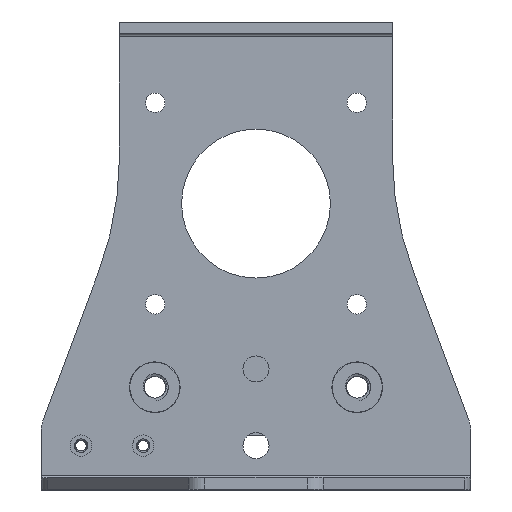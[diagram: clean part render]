
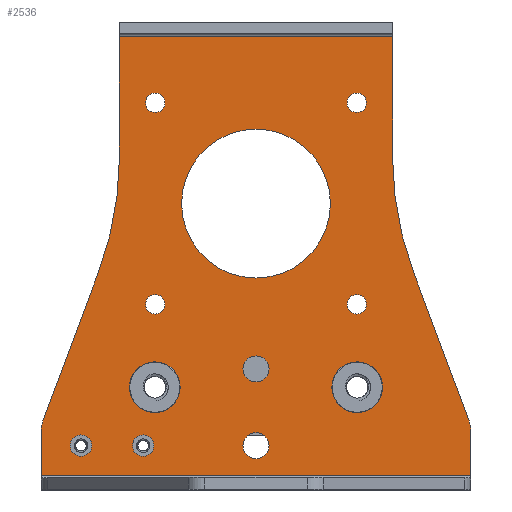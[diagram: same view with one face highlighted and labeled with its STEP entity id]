
A CAD part, top view. The second image highlights one B-rep face of the part: STEP entity #2536.
In plain terms, the highlighted planar face has unit normal (0, 0, 1).
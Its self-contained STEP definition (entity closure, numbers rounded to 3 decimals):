
#21=FACE_BOUND('',#279,.T.);
#22=FACE_BOUND('',#280,.T.);
#23=FACE_BOUND('',#281,.T.);
#24=FACE_BOUND('',#282,.T.);
#25=FACE_BOUND('',#283,.T.);
#26=FACE_BOUND('',#284,.T.);
#27=FACE_BOUND('',#285,.T.);
#28=FACE_BOUND('',#286,.T.);
#29=FACE_BOUND('',#287,.T.);
#30=FACE_BOUND('',#288,.T.);
#31=FACE_BOUND('',#289,.T.);
#61=PLANE('',#2703);
#140=FACE_OUTER_BOUND('',#278,.T.);
#278=EDGE_LOOP('',(#1823,#1824,#1825,#1826,#1827,#1828,#1829,#1830,#1831,
#1832,#1833,#1834,#1835));
#279=EDGE_LOOP('',(#1836));
#280=EDGE_LOOP('',(#1837));
#281=EDGE_LOOP('',(#1838));
#282=EDGE_LOOP('',(#1839));
#283=EDGE_LOOP('',(#1840));
#284=EDGE_LOOP('',(#1841));
#285=EDGE_LOOP('',(#1842));
#286=EDGE_LOOP('',(#1843));
#287=EDGE_LOOP('',(#1844));
#288=EDGE_LOOP('',(#1845));
#289=EDGE_LOOP('',(#1846));
#430=CIRCLE('',#2693,3.9);
#434=CIRCLE('',#2699,3.9);
#437=CIRCLE('',#2704,3.8);
#438=CIRCLE('',#2705,50.);
#439=CIRCLE('',#2706,50.);
#440=CIRCLE('',#2707,3.8);
#441=CIRCLE('',#2708,1.5);
#442=CIRCLE('',#2709,2.);
#443=CIRCLE('',#2710,1.5);
#444=CIRCLE('',#2711,1.65);
#445=CIRCLE('',#2712,11.45);
#446=CIRCLE('',#2713,1.5);
#447=CIRCLE('',#2714,1.5);
#448=CIRCLE('',#2715,1.65);
#449=CIRCLE('',#2716,2.);
#655=LINE('',#5786,#831);
#657=LINE('',#5792,#833);
#658=LINE('',#5796,#834);
#659=LINE('',#5800,#835);
#660=LINE('',#5802,#836);
#661=LINE('',#5804,#837);
#662=LINE('',#5806,#838);
#663=LINE('',#5810,#839);
#664=LINE('',#5813,#840);
#831=VECTOR('',#3016,10.);
#833=VECTOR('',#3022,10.);
#834=VECTOR('',#3025,10.);
#835=VECTOR('',#3028,10.);
#836=VECTOR('',#3029,10.);
#837=VECTOR('',#3030,10.);
#838=VECTOR('',#3031,10.);
#839=VECTOR('',#3034,10.);
#840=VECTOR('',#3037,10.);
#1047=VERTEX_POINT('',#5768);
#1050=VERTEX_POINT('',#5778);
#1052=VERTEX_POINT('',#5783);
#1053=VERTEX_POINT('',#5785);
#1055=VERTEX_POINT('',#5791);
#1056=VERTEX_POINT('',#5793);
#1057=VERTEX_POINT('',#5795);
#1058=VERTEX_POINT('',#5797);
#1059=VERTEX_POINT('',#5799);
#1060=VERTEX_POINT('',#5801);
#1061=VERTEX_POINT('',#5803);
#1062=VERTEX_POINT('',#5805);
#1063=VERTEX_POINT('',#5807);
#1064=VERTEX_POINT('',#5809);
#1065=VERTEX_POINT('',#5811);
#1066=VERTEX_POINT('',#5814);
#1067=VERTEX_POINT('',#5816);
#1068=VERTEX_POINT('',#5818);
#1069=VERTEX_POINT('',#5820);
#1070=VERTEX_POINT('',#5822);
#1071=VERTEX_POINT('',#5824);
#1072=VERTEX_POINT('',#5826);
#1073=VERTEX_POINT('',#5828);
#1074=VERTEX_POINT('',#5830);
#1339=EDGE_CURVE('',#1047,#1047,#430,.T.);
#1344=EDGE_CURVE('',#1050,#1050,#434,.T.);
#1346=EDGE_CURVE('',#1052,#1053,#655,.T.);
#1349=EDGE_CURVE('',#1055,#1052,#657,.T.);
#1350=EDGE_CURVE('',#1056,#1055,#437,.T.);
#1351=EDGE_CURVE('',#1056,#1057,#658,.T.);
#1352=EDGE_CURVE('',#1057,#1058,#438,.T.);
#1353=EDGE_CURVE('',#1059,#1058,#659,.T.);
#1354=EDGE_CURVE('',#1060,#1059,#660,.T.);
#1355=EDGE_CURVE('',#1060,#1061,#661,.T.);
#1356=EDGE_CURVE('',#1061,#1062,#662,.T.);
#1357=EDGE_CURVE('',#1062,#1063,#439,.T.);
#1358=EDGE_CURVE('',#1064,#1063,#663,.T.);
#1359=EDGE_CURVE('',#1065,#1064,#440,.T.);
#1360=EDGE_CURVE('',#1053,#1065,#664,.T.);
#1361=EDGE_CURVE('',#1066,#1066,#441,.T.);
#1362=EDGE_CURVE('',#1067,#1067,#442,.T.);
#1363=EDGE_CURVE('',#1068,#1068,#443,.T.);
#1364=EDGE_CURVE('',#1069,#1069,#444,.T.);
#1365=EDGE_CURVE('',#1070,#1070,#445,.T.);
#1366=EDGE_CURVE('',#1071,#1071,#446,.T.);
#1367=EDGE_CURVE('',#1072,#1072,#447,.T.);
#1368=EDGE_CURVE('',#1073,#1073,#448,.T.);
#1369=EDGE_CURVE('',#1074,#1074,#449,.T.);
#1823=ORIENTED_EDGE('',*,*,#1346,.F.);
#1824=ORIENTED_EDGE('',*,*,#1349,.F.);
#1825=ORIENTED_EDGE('',*,*,#1350,.F.);
#1826=ORIENTED_EDGE('',*,*,#1351,.T.);
#1827=ORIENTED_EDGE('',*,*,#1352,.T.);
#1828=ORIENTED_EDGE('',*,*,#1353,.F.);
#1829=ORIENTED_EDGE('',*,*,#1354,.F.);
#1830=ORIENTED_EDGE('',*,*,#1355,.T.);
#1831=ORIENTED_EDGE('',*,*,#1356,.T.);
#1832=ORIENTED_EDGE('',*,*,#1357,.T.);
#1833=ORIENTED_EDGE('',*,*,#1358,.F.);
#1834=ORIENTED_EDGE('',*,*,#1359,.F.);
#1835=ORIENTED_EDGE('',*,*,#1360,.F.);
#1836=ORIENTED_EDGE('',*,*,#1344,.T.);
#1837=ORIENTED_EDGE('',*,*,#1339,.T.);
#1838=ORIENTED_EDGE('',*,*,#1361,.F.);
#1839=ORIENTED_EDGE('',*,*,#1362,.F.);
#1840=ORIENTED_EDGE('',*,*,#1363,.F.);
#1841=ORIENTED_EDGE('',*,*,#1364,.F.);
#1842=ORIENTED_EDGE('',*,*,#1365,.F.);
#1843=ORIENTED_EDGE('',*,*,#1366,.F.);
#1844=ORIENTED_EDGE('',*,*,#1367,.F.);
#1845=ORIENTED_EDGE('',*,*,#1368,.F.);
#1846=ORIENTED_EDGE('',*,*,#1369,.F.);
#2536=ADVANCED_FACE('',(#140,#21,#22,#23,#24,#25,#26,#27,#28,#29,#30,#31),
#61,.F.);
#2693=AXIS2_PLACEMENT_3D('',#5770,#2997,#2998);
#2699=AXIS2_PLACEMENT_3D('',#5780,#3010,#3011);
#2703=AXIS2_PLACEMENT_3D('',#5790,#3020,#3021);
#2704=AXIS2_PLACEMENT_3D('',#5794,#3023,#3024);
#2705=AXIS2_PLACEMENT_3D('',#5798,#3026,#3027);
#2706=AXIS2_PLACEMENT_3D('',#5808,#3032,#3033);
#2707=AXIS2_PLACEMENT_3D('',#5812,#3035,#3036);
#2708=AXIS2_PLACEMENT_3D('',#5815,#3038,#3039);
#2709=AXIS2_PLACEMENT_3D('',#5817,#3040,#3041);
#2710=AXIS2_PLACEMENT_3D('',#5819,#3042,#3043);
#2711=AXIS2_PLACEMENT_3D('',#5821,#3044,#3045);
#2712=AXIS2_PLACEMENT_3D('',#5823,#3046,#3047);
#2713=AXIS2_PLACEMENT_3D('',#5825,#3048,#3049);
#2714=AXIS2_PLACEMENT_3D('',#5827,#3050,#3051);
#2715=AXIS2_PLACEMENT_3D('',#5829,#3052,#3053);
#2716=AXIS2_PLACEMENT_3D('',#5831,#3054,#3055);
#2997=DIRECTION('center_axis',(0.,0.,-1.));
#2998=DIRECTION('ref_axis',(-1.,0.,0.));
#3010=DIRECTION('center_axis',(0.,0.,-1.));
#3011=DIRECTION('ref_axis',(-1.,0.,0.));
#3016=DIRECTION('',(-1.,0.,0.));
#3020=DIRECTION('center_axis',(0.,0.,-1.));
#3021=DIRECTION('ref_axis',(-1.,0.,0.));
#3022=DIRECTION('',(0.,-1.,0.));
#3023=DIRECTION('center_axis',(0.,0.,-1.));
#3024=DIRECTION('ref_axis',(0.937,0.35,0.));
#3025=DIRECTION('',(-0.35,0.937,0.));
#3026=DIRECTION('center_axis',(0.,0.,-1.));
#3027=DIRECTION('ref_axis',(-0.937,-0.35,0.));
#3028=DIRECTION('',(0.,-1.,0.));
#3029=DIRECTION('',(1.,0.,0.));
#3030=DIRECTION('',(0.,-1.,0.));
#3031=DIRECTION('',(0.,-1.,0.));
#3032=DIRECTION('center_axis',(0.,0.,-1.));
#3033=DIRECTION('ref_axis',(1.,0.,0.));
#3034=DIRECTION('',(0.35,0.937,0.));
#3035=DIRECTION('center_axis',(0.,0.,-1.));
#3036=DIRECTION('ref_axis',(-1.,0.,0.));
#3037=DIRECTION('',(0.,1.,0.));
#3038=DIRECTION('center_axis',(0.,0.,1.));
#3039=DIRECTION('ref_axis',(-1.,0.,0.));
#3040=DIRECTION('center_axis',(0.,0.,1.));
#3041=DIRECTION('ref_axis',(-1.,0.,0.));
#3042=DIRECTION('center_axis',(0.,0.,1.));
#3043=DIRECTION('ref_axis',(-1.,0.,0.));
#3044=DIRECTION('center_axis',(0.,0.,1.));
#3045=DIRECTION('ref_axis',(-1.,0.,0.));
#3046=DIRECTION('center_axis',(0.,0.,1.));
#3047=DIRECTION('ref_axis',(-1.,0.,0.));
#3048=DIRECTION('center_axis',(0.,0.,1.));
#3049=DIRECTION('ref_axis',(-1.,0.,0.));
#3050=DIRECTION('center_axis',(0.,0.,1.));
#3051=DIRECTION('ref_axis',(-1.,0.,0.));
#3052=DIRECTION('center_axis',(0.,0.,1.));
#3053=DIRECTION('ref_axis',(-1.,0.,0.));
#3054=DIRECTION('center_axis',(0.,0.,1.));
#3055=DIRECTION('ref_axis',(-1.,0.,0.));
#5768=CARTESIAN_POINT('',(21.34,15.8,1.86));
#5770=CARTESIAN_POINT('Origin',(17.44,15.8,1.86));
#5778=CARTESIAN_POINT('',(52.46,15.8,1.86));
#5780=CARTESIAN_POINT('Origin',(48.56,15.8,1.86));
#5783=CARTESIAN_POINT('',(66.,2.23,1.86));
#5785=CARTESIAN_POINT('',(0.,2.23,1.86));
#5786=CARTESIAN_POINT('',(33.,2.23,1.86));
#5790=CARTESIAN_POINT('Origin',(33.,35.975,1.86));
#5791=CARTESIAN_POINT('',(66.,9.314,1.86));
#5792=CARTESIAN_POINT('',(66.,9.314,1.86));
#5793=CARTESIAN_POINT('',(65.76,10.643,1.86));
#5794=CARTESIAN_POINT('Origin',(62.2,9.314,1.86));
#5795=CARTESIAN_POINT('',(57.157,33.693,1.86));
#5796=CARTESIAN_POINT('',(65.76,10.643,1.86));
#5797=CARTESIAN_POINT('',(54.,51.177,1.86));
#5798=CARTESIAN_POINT('Origin',(104.,51.177,1.86));
#5799=CARTESIAN_POINT('',(54.,69.75,1.86));
#5800=CARTESIAN_POINT('',(54.,71.95,1.86));
#5801=CARTESIAN_POINT('',(12.,69.75,1.86));
#5802=CARTESIAN_POINT('',(22.5,69.75,1.86));
#5803=CARTESIAN_POINT('',(12.,57.15,1.86));
#5804=CARTESIAN_POINT('',(12.,70.15,1.86));
#5805=CARTESIAN_POINT('',(12.,51.177,1.86));
#5806=CARTESIAN_POINT('',(12.,57.15,1.86));
#5807=CARTESIAN_POINT('',(8.843,33.693,1.86));
#5808=CARTESIAN_POINT('Origin',(-38.,51.177,1.86));
#5809=CARTESIAN_POINT('',(0.24,10.643,1.86));
#5810=CARTESIAN_POINT('',(0.24,10.643,1.86));
#5811=CARTESIAN_POINT('',(0.,9.314,1.86));
#5812=CARTESIAN_POINT('Origin',(3.8,9.314,1.86));
#5813=CARTESIAN_POINT('',(0.,0.,1.86));
#5814=CARTESIAN_POINT('',(50.,28.55,1.86));
#5815=CARTESIAN_POINT('Origin',(48.5,28.55,1.86));
#5816=CARTESIAN_POINT('',(35.,6.82,1.86));
#5817=CARTESIAN_POINT('Origin',(33.,6.82,1.86));
#5818=CARTESIAN_POINT('',(19.,28.55,1.86));
#5819=CARTESIAN_POINT('Origin',(17.5,28.55,1.86));
#5820=CARTESIAN_POINT('',(7.736,6.82,1.86));
#5821=CARTESIAN_POINT('Origin',(6.086,6.82,1.86));
#5822=CARTESIAN_POINT('',(44.45,44.05,1.86));
#5823=CARTESIAN_POINT('Origin',(33.,44.05,1.86));
#5824=CARTESIAN_POINT('',(50.,59.55,1.86));
#5825=CARTESIAN_POINT('Origin',(48.5,59.55,1.86));
#5826=CARTESIAN_POINT('',(19.,59.55,1.86));
#5827=CARTESIAN_POINT('Origin',(17.5,59.55,1.86));
#5828=CARTESIAN_POINT('',(17.3,6.82,1.86));
#5829=CARTESIAN_POINT('Origin',(15.65,6.82,1.86));
#5830=CARTESIAN_POINT('',(35.,18.62,1.86));
#5831=CARTESIAN_POINT('Origin',(33.,18.62,1.86));
